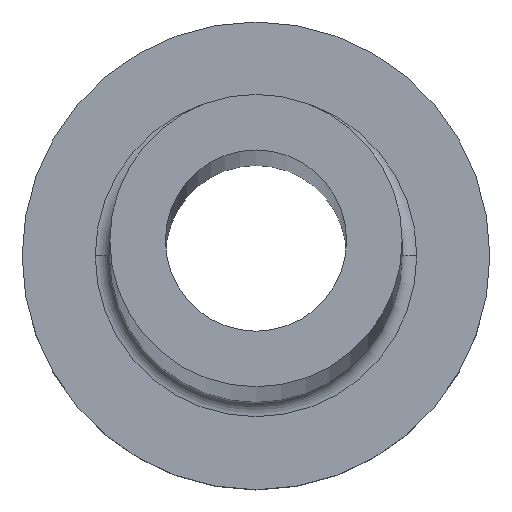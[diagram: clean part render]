
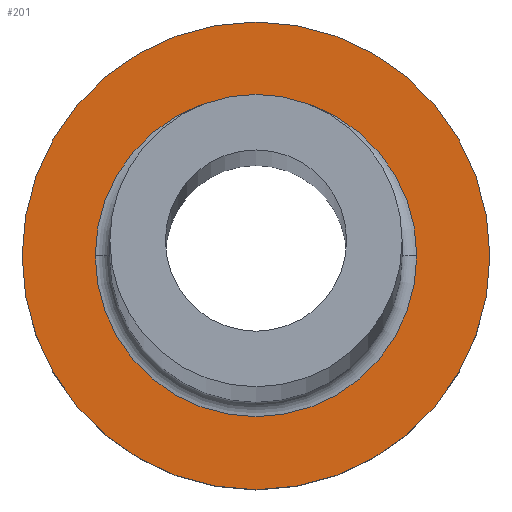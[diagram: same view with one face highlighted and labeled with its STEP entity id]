
A CAD part, top view. The second image highlights one B-rep face of the part: STEP entity #201.
In plain terms, the highlighted planar face has unit normal (0, 0, 1).
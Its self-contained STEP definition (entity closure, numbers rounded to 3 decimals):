
#13 = EDGE_LOOP ( 'NONE', ( #293, #55 ) ) ;
#19 = VERTEX_POINT ( 'NONE', #379 ) ;
#23 = DIRECTION ( 'NONE',  ( 0., 0., 1. ) ) ;
#25 = DIRECTION ( 'NONE',  ( 1., 0., 0. ) ) ;
#29 = CARTESIAN_POINT ( 'NONE',  ( -8., 0., 5. ) ) ;
#33 = EDGE_CURVE ( 'NONE', #114, #19, #158, .T. ) ;
#54 = DIRECTION ( 'NONE',  ( 0., 0., 1. ) ) ;
#55 = ORIENTED_EDGE ( 'NONE', *, *, #105, .T. ) ;
#60 = CIRCLE ( 'NONE', #302, 5.5 ) ;
#71 = DIRECTION ( 'NONE',  ( 1., 0., 0. ) ) ;
#86 = DIRECTION ( 'NONE',  ( 0., 0., -1. ) ) ;
#95 = AXIS2_PLACEMENT_3D ( 'NONE', #258, #54, #295 ) ;
#105 = EDGE_CURVE ( 'NONE', #377, #204, #111, .T. ) ;
#110 = ORIENTED_EDGE ( 'NONE', *, *, #247, .T. ) ;
#111 = CIRCLE ( 'NONE', #272, 8. ) ;
#114 = VERTEX_POINT ( 'NONE', #248 ) ;
#119 = PLANE ( 'NONE',  #240 ) ;
#121 = DIRECTION ( 'NONE',  ( 1., 0., 0. ) ) ;
#158 = CIRCLE ( 'NONE', #380, 5.5 ) ;
#162 = DIRECTION ( 'NONE',  ( 1., 0., 0. ) ) ;
#193 = CARTESIAN_POINT ( 'NONE',  ( 0., 0., 5. ) ) ;
#201 = ADVANCED_FACE ( 'NONE', ( #324, #297 ), #119, .T. ) ;
#204 = VERTEX_POINT ( 'NONE', #29 ) ;
#212 = EDGE_CURVE ( 'NONE', #204, #377, #266, .T. ) ;
#219 = ORIENTED_EDGE ( 'NONE', *, *, #33, .T. ) ;
#220 = CARTESIAN_POINT ( 'NONE',  ( 0., 0., 5. ) ) ;
#240 = AXIS2_PLACEMENT_3D ( 'NONE', #321, #23, #121 ) ;
#247 = EDGE_CURVE ( 'NONE', #19, #114, #60, .T. ) ;
#248 = CARTESIAN_POINT ( 'NONE',  ( 5.5, 0., 5. ) ) ;
#258 = CARTESIAN_POINT ( 'NONE',  ( 0., 0., 5. ) ) ;
#266 = CIRCLE ( 'NONE', #95, 8. ) ;
#272 = AXIS2_PLACEMENT_3D ( 'NONE', #193, #276, #162 ) ;
#276 = DIRECTION ( 'NONE',  ( 0., 0., 1. ) ) ;
#279 = DIRECTION ( 'NONE',  ( 0., 0., -1. ) ) ;
#293 = ORIENTED_EDGE ( 'NONE', *, *, #212, .T. ) ;
#295 = DIRECTION ( 'NONE',  ( 1., 0., 0. ) ) ;
#297 = FACE_OUTER_BOUND ( 'NONE', #13, .T. ) ;
#299 = CARTESIAN_POINT ( 'NONE',  ( 8., 0., 5. ) ) ;
#302 = AXIS2_PLACEMENT_3D ( 'NONE', #351, #86, #25 ) ;
#321 = CARTESIAN_POINT ( 'NONE',  ( 0., 0., 5. ) ) ;
#324 = FACE_BOUND ( 'NONE', #333, .T. ) ;
#333 = EDGE_LOOP ( 'NONE', ( #219, #110 ) ) ;
#351 = CARTESIAN_POINT ( 'NONE',  ( 0., 0., 5. ) ) ;
#377 = VERTEX_POINT ( 'NONE', #299 ) ;
#379 = CARTESIAN_POINT ( 'NONE',  ( -5.5, 0., 5. ) ) ;
#380 = AXIS2_PLACEMENT_3D ( 'NONE', #220, #279, #71 ) ;
